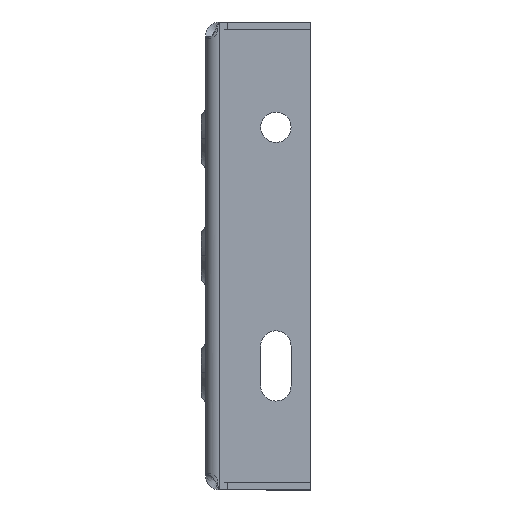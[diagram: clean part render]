
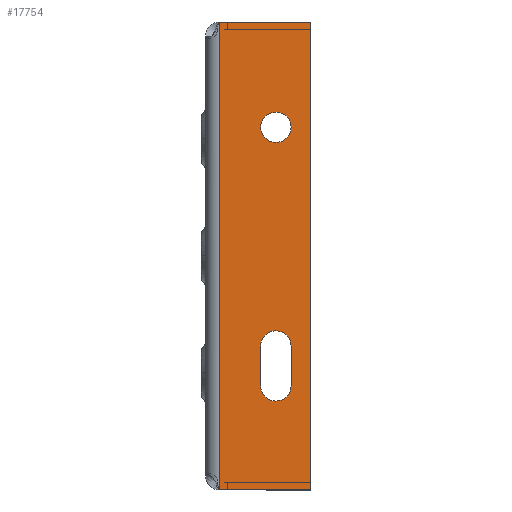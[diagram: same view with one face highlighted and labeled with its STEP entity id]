
A CAD part, left-side view. The second image highlights one B-rep face of the part: STEP entity #17754.
In plain terms, the highlighted planar face has unit normal (-1, 0, 0).
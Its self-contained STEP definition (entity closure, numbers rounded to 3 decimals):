
#302 = CARTESIAN_POINT ( 'NONE',  ( -450., -23.507, 0. ) ) ;
#347 = FACE_BOUND ( 'NONE', #973, .T. ) ;
#828 = AXIS2_PLACEMENT_3D ( 'NONE', #24577, #9554, #22011 ) ;
#973 = EDGE_LOOP ( 'NONE', ( #11113, #21658 ) ) ;
#2683 = DIRECTION ( 'NONE',  ( 1., 0., 0. ) ) ;
#3193 = CARTESIAN_POINT ( 'NONE',  ( -450., -45.007, -100. ) ) ;
#3497 = ORIENTED_EDGE ( 'NONE', *, *, #22838, .T. ) ;
#3522 = VERTEX_POINT ( 'NONE', #22522 ) ;
#3709 = LINE ( 'NONE', #15938, #25601 ) ;
#4219 = LINE ( 'NONE', #24958, #24783 ) ;
#5475 = VERTEX_POINT ( 'NONE', #35976 ) ;
#5681 = PLANE ( 'NONE',  #24722 ) ;
#6258 = FACE_BOUND ( 'NONE', #12503, .T. ) ;
#6741 = VERTEX_POINT ( 'NONE', #27517 ) ;
#6905 = DIRECTION ( 'NONE',  ( 1., 0., 0. ) ) ;
#6981 = DIRECTION ( 'NONE',  ( 0., -1., 0. ) ) ;
#8059 = VERTEX_POINT ( 'NONE', #8132 ) ;
#8132 = CARTESIAN_POINT ( 'NONE',  ( -450., -36.507, -38.5 ) ) ;
#8172 = ORIENTED_EDGE ( 'NONE', *, *, #27255, .T. ) ;
#8432 = VECTOR ( 'NONE', #9886, 1000. ) ;
#8769 = ORIENTED_EDGE ( 'NONE', *, *, #11435, .F. ) ;
#8992 = DIRECTION ( 'NONE',  ( 0., 1., 0. ) ) ;
#9179 = DIRECTION ( 'NONE',  ( 0., 0., 1. ) ) ;
#9554 = DIRECTION ( 'NONE',  ( 1., 0., 0. ) ) ;
#9886 = DIRECTION ( 'NONE',  ( 0., 1., 0. ) ) ;
#10024 = EDGE_CURVE ( 'NONE', #6741, #16526, #30108, .T. ) ;
#10041 = VERTEX_POINT ( 'NONE', #27324 ) ;
#11113 = ORIENTED_EDGE ( 'NONE', *, *, #38144, .T. ) ;
#11435 = EDGE_CURVE ( 'NONE', #22378, #36420, #14139, .T. ) ;
#11972 = VERTEX_POINT ( 'NONE', #36543 ) ;
#12006 = ORIENTED_EDGE ( 'NONE', *, *, #24917, .F. ) ;
#12503 = EDGE_LOOP ( 'NONE', ( #33459, #13201, #33422, #8172 ) ) ;
#12605 = CARTESIAN_POINT ( 'NONE',  ( -450., -6., 99.828 ) ) ;
#13107 = CARTESIAN_POINT ( 'NONE',  ( -450., -36.507, -55.5 ) ) ;
#13201 = ORIENTED_EDGE ( 'NONE', *, *, #18384, .T. ) ;
#13286 = LINE ( 'NONE', #37131, #30245 ) ;
#13582 = EDGE_CURVE ( 'NONE', #17974, #10041, #38121, .T. ) ;
#13754 = VECTOR ( 'NONE', #24386, 1000. ) ;
#14139 = CIRCLE ( 'NONE', #19196, 2. ) ;
#14682 = DIRECTION ( 'NONE',  ( 1., 0., 0. ) ) ;
#15346 = DIRECTION ( 'NONE',  ( 0., 0., -1. ) ) ;
#15938 = CARTESIAN_POINT ( 'NONE',  ( -450., -6., 0. ) ) ;
#16497 = DIRECTION ( 'NONE',  ( 1., 0., 0. ) ) ;
#16526 = VERTEX_POINT ( 'NONE', #38072 ) ;
#17728 = CARTESIAN_POINT ( 'NONE',  ( -450., -30.007, 55. ) ) ;
#17754 = ADVANCED_FACE ( 'NONE', ( #6258, #347, #21474 ), #5681, .F. ) ;
#17974 = VERTEX_POINT ( 'NONE', #18921 ) ;
#18384 = EDGE_CURVE ( 'NONE', #16526, #8059, #34821, .T. ) ;
#18420 = EDGE_CURVE ( 'NONE', #36420, #5475, #4219, .T. ) ;
#18921 = CARTESIAN_POINT ( 'NONE',  ( -450., -36.507, 55. ) ) ;
#18950 = EDGE_LOOP ( 'NONE', ( #32174, #12006, #38833, #3497, #30293, #8769 ) ) ;
#19196 = AXIS2_PLACEMENT_3D ( 'NONE', #33041, #30115, #9179 ) ;
#20414 = CARTESIAN_POINT ( 'NONE',  ( -450., -30.007, 55. ) ) ;
#20881 = EDGE_CURVE ( 'NONE', #11972, #22378, #3709, .T. ) ;
#21164 = CARTESIAN_POINT ( 'NONE',  ( -450., -6.812, 100. ) ) ;
#21474 = FACE_OUTER_BOUND ( 'NONE', #18950, .T. ) ;
#21525 = AXIS2_PLACEMENT_3D ( 'NONE', #33932, #6905, #30969 ) ;
#21658 = ORIENTED_EDGE ( 'NONE', *, *, #13582, .T. ) ;
#21821 = CARTESIAN_POINT ( 'NONE',  ( -450., -45.007, 140.5 ) ) ;
#22011 = DIRECTION ( 'NONE',  ( 0., 1., 0. ) ) ;
#22378 = VERTEX_POINT ( 'NONE', #12605 ) ;
#22522 = CARTESIAN_POINT ( 'NONE',  ( -450., -6.812, -100. ) ) ;
#22838 = EDGE_CURVE ( 'NONE', #35176, #5475, #30483, .T. ) ;
#23209 = CARTESIAN_POINT ( 'NONE',  ( -450., -30.007, -55.5 ) ) ;
#24386 = DIRECTION ( 'NONE',  ( 0., 0., 1. ) ) ;
#24577 = CARTESIAN_POINT ( 'NONE',  ( -450., -30.007, -38.5 ) ) ;
#24722 = AXIS2_PLACEMENT_3D ( 'NONE', #36617, #32882, #15346 ) ;
#24782 = AXIS2_PLACEMENT_3D ( 'NONE', #23209, #16497, #28515 ) ;
#24783 = VECTOR ( 'NONE', #6981, 1000. ) ;
#24917 = EDGE_CURVE ( 'NONE', #3522, #11972, #33467, .T. ) ;
#24958 = CARTESIAN_POINT ( 'NONE',  ( -450., -45.007, 100. ) ) ;
#25601 = VECTOR ( 'NONE', #27956, 1000. ) ;
#27057 = CIRCLE ( 'NONE', #28325, 6.5 ) ;
#27255 = EDGE_CURVE ( 'NONE', #37399, #6741, #27269, .T. ) ;
#27269 = CIRCLE ( 'NONE', #24782, 6.5 ) ;
#27324 = CARTESIAN_POINT ( 'NONE',  ( -450., -23.507, 55. ) ) ;
#27517 = CARTESIAN_POINT ( 'NONE',  ( -450., -23.507, -55.5 ) ) ;
#27955 = EDGE_CURVE ( 'NONE', #35176, #3522, #30986, .T. ) ;
#27956 = DIRECTION ( 'NONE',  ( 0., 0., 1. ) ) ;
#28325 = AXIS2_PLACEMENT_3D ( 'NONE', #17728, #2683, #8992 ) ;
#28515 = DIRECTION ( 'NONE',  ( 0., 1., 0. ) ) ;
#28651 = DIRECTION ( 'NONE',  ( 0., 0., -1. ) ) ;
#29139 = VECTOR ( 'NONE', #29717, 1000. ) ;
#29632 = CARTESIAN_POINT ( 'NONE',  ( -450., -45.007, -100. ) ) ;
#29717 = DIRECTION ( 'NONE',  ( 0., 0., 1. ) ) ;
#30108 = LINE ( 'NONE', #302, #29139 ) ;
#30115 = DIRECTION ( 'NONE',  ( 1., 0., 0. ) ) ;
#30245 = VECTOR ( 'NONE', #28651, 1000. ) ;
#30293 = ORIENTED_EDGE ( 'NONE', *, *, #18420, .F. ) ;
#30483 = LINE ( 'NONE', #21821, #13754 ) ;
#30969 = DIRECTION ( 'NONE',  ( 0., 0., -1. ) ) ;
#30986 = LINE ( 'NONE', #3193, #8432 ) ;
#32174 = ORIENTED_EDGE ( 'NONE', *, *, #20881, .F. ) ;
#32402 = DIRECTION ( 'NONE',  ( 0., 1., 0. ) ) ;
#32882 = DIRECTION ( 'NONE',  ( 1., 0., 0. ) ) ;
#33041 = CARTESIAN_POINT ( 'NONE',  ( -450., -6.812, 98. ) ) ;
#33104 = AXIS2_PLACEMENT_3D ( 'NONE', #20414, #14682, #32402 ) ;
#33422 = ORIENTED_EDGE ( 'NONE', *, *, #37455, .T. ) ;
#33459 = ORIENTED_EDGE ( 'NONE', *, *, #10024, .T. ) ;
#33467 = CIRCLE ( 'NONE', #21525, 2. ) ;
#33932 = CARTESIAN_POINT ( 'NONE',  ( -450., -6.812, -98. ) ) ;
#34821 = CIRCLE ( 'NONE', #828, 6.5 ) ;
#35176 = VERTEX_POINT ( 'NONE', #29632 ) ;
#35976 = CARTESIAN_POINT ( 'NONE',  ( -450., -45.007, 100. ) ) ;
#36420 = VERTEX_POINT ( 'NONE', #21164 ) ;
#36543 = CARTESIAN_POINT ( 'NONE',  ( -450., -6., -99.828 ) ) ;
#36617 = CARTESIAN_POINT ( 'NONE',  ( -450., 445.493, 0. ) ) ;
#37131 = CARTESIAN_POINT ( 'NONE',  ( -450., -36.507, 0. ) ) ;
#37399 = VERTEX_POINT ( 'NONE', #13107 ) ;
#37455 = EDGE_CURVE ( 'NONE', #8059, #37399, #13286, .T. ) ;
#38072 = CARTESIAN_POINT ( 'NONE',  ( -450., -23.507, -38.5 ) ) ;
#38121 = CIRCLE ( 'NONE', #33104, 6.5 ) ;
#38144 = EDGE_CURVE ( 'NONE', #10041, #17974, #27057, .T. ) ;
#38833 = ORIENTED_EDGE ( 'NONE', *, *, #27955, .F. ) ;
